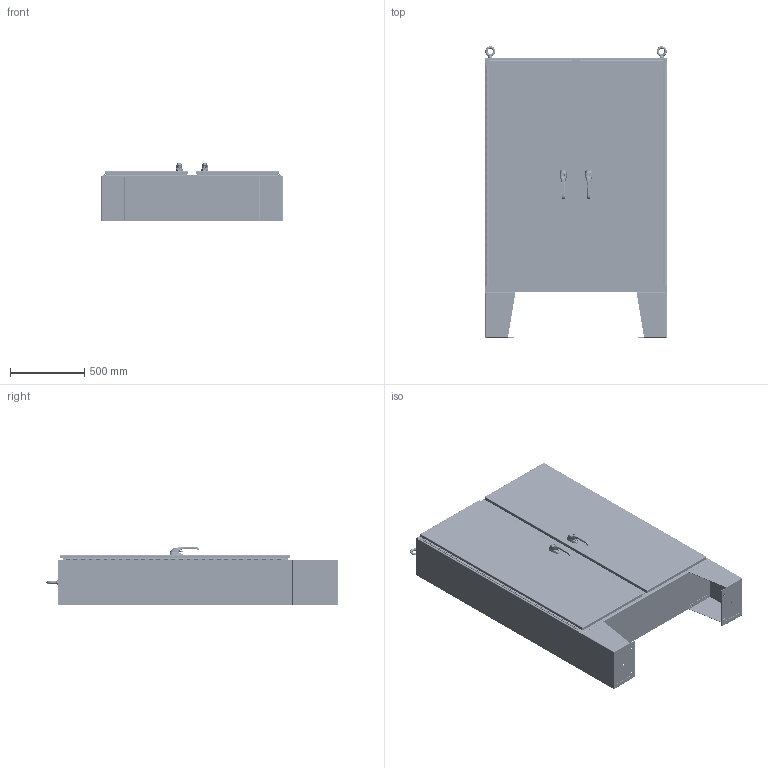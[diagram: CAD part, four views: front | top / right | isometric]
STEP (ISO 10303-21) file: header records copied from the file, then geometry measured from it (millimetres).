
FILE_DESCRIPTION (( 'STEP AP214' ), '1' );
FILE_NAME ('SSN4D6248123PT.STEP', '2016-02-08T20:44:23', ( '' ), ( '' ), 'SwSTEP 2.0', 'SolidWorks 2014', '' );
FILE_SCHEMA (( 'AUTOMOTIVE_DESIGN' ));
Length unit declared in the file: inch
Products named in the file (66): HFW31712_1; SSN4D6248123PT; 1225-05_1; SSN4D623PTMLR_1; 1091-BR11_AF0_1; 1000-02_1; HFW372182_1; SUPPORT-ROLL_AF0_1; 1000-277-01_1; HFW316325_1; PLASTIC-ROLLER-CAM_AF0_ASM_1; DIN985_M10_1; HFW303116_1; LOCK-NUT_AF0_1; D125B_10_5_1; HFW303115_1; 7379-M6-8X25_AF0_1; 1091-76_1; SSFK1212_1; PLASTIC-ROLLER-CAM_AF1_1; 2100-11_1; SSFK12B_1; 1091-903_AF0_1; DIN3771_16X2_5_1; SSFK1212LG_1; 1091-903_AF0_2_1; 1091-75_1; 38846_1; 1091-903_AF0_1_1; 1091-B11_ASM_1; SSN4D62123PTLRS_1; HFW369101_1; 1091-74-01_1; HFW3026_1; HFW31233_1; 1091-74-03_1; 316298_1; 38626_1; HFW31234_1; 1091-73_1 ...
Assembly tree (119 placements, depth 6):
  SSN4D6248123PT
    SSN4D62483PTFB_1
    SSN4D48123PTTOP_1
    SSN4D48123PTBTM_1
    38859_1  x8
    30626_1  x2
    349131_1  x2
    316298_1  x2
    HFW3026_1  x2
    SSN4D62123PTLRS_1  x2
    38846_1  x2
    SSFK1212_1  x2
      SSFK1212LG_1
      SSFK12B_1
    HFW303115_1  x2
    HFW303116_1  x2
    HFW316325_1  x2
    HFW372182_1  x8
    SSN4D623PTMLR_1
    SSN4D623PTRML_1
    328131-58_2
      328131T-58_1
      328131-58_1
      328131P-58_1
    328131-58_1_1
      328131T-58_1
      328131-58_1
      328131P-58_1
    SSN4D62483PTRDRASSM_1
      SSN4D62483PTRDR_1
      HFW31234_1  x2
      HFW31233_1  x2
      HFW369101_1  x4
      SS_LARGE_DOOR_ROD_ASSM-37026_1
        HFW31712_1
          1091-903_AF0_1
            1091-903_AF0_1_1
            1091-903_AF0_2_1
          PLASTIC-ROLLER-CAM_AF0_ASM_1
            PLASTIC-ROLLER-CAM_AF1_1
            7379-M6-8X25_AF0_1
            LOCK-NUT_AF0_1
          SUPPORT-ROLL_AF0_1
          1091-BR11_AF0_1
        37026_1  x2
        30254_1  x2
        HFW3762_1  x4
        31230_1  x2
        3862_1  x2
      HFW32451_1
        1091-73_1
        1091-B11_ASM_1
          1091-74-03_1
          1091-74-01_1
        1091-75_1
        DIN3771_16X2_5_1
        2100-11_1
        1091-76_1
        D125B_10_5_1
        DIN985_M10_1
Bounding box: 1222.38 x 1962.09 x 394.68 mm (x, y, z)
Volume: 19018002.5 mm3; surface area: 15581003.8 mm2
Topology: 138 solids, 140 shells, 7184 faces, 18048 edges, 10858 vertices
Faces by surface type: cylinder 2772, plane 2696, torus 738, bspline 420, cone 360, sphere 198
Entity records: 164646 total; most frequent: CARTESIAN_POINT 45063, DIRECTION 16385, ORIENTED_EDGE 15626, EDGE_CURVE 7871, AXIS2_PLACEMENT_3D 6099, VERTEX_POINT 4828, LINE 4187, VECTOR 4187
